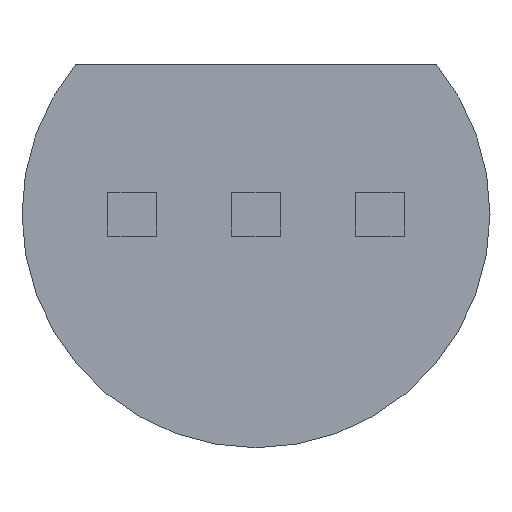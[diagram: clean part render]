
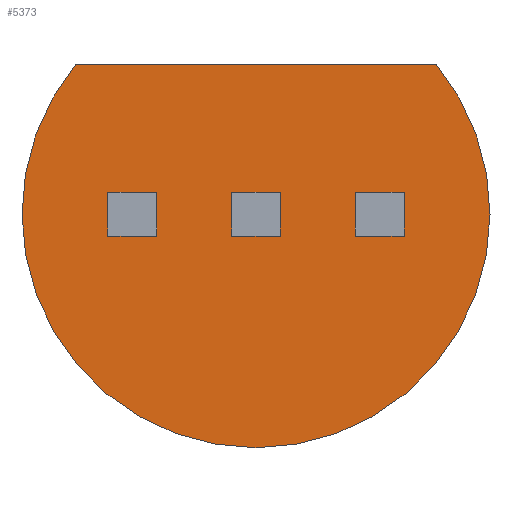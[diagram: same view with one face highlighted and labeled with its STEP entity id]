
A CAD part, front view. The second image highlights one B-rep face of the part: STEP entity #5373.
In plain terms, the highlighted planar face has unit normal (0, -1, 0).
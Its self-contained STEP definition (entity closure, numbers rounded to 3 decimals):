
#6 = EDGE_LOOP ( 'NONE', ( #3266, #1871, #3533, #599 ) ) ;
#73 = EDGE_CURVE ( 'NONE', #329, #5913, #713, .T. ) ;
#321 = VERTEX_POINT ( 'NONE', #4210 ) ;
#329 = VERTEX_POINT ( 'NONE', #3628 ) ;
#394 = ORIENTED_EDGE ( 'NONE', *, *, #5447, .T. ) ;
#426 = DIRECTION ( 'NONE',  ( 0., 0., -1. ) ) ;
#441 = FACE_BOUND ( 'NONE', #720, .T. ) ;
#442 = LINE ( 'NONE', #4304, #5534 ) ;
#447 = VERTEX_POINT ( 'NONE', #5750 ) ;
#557 = ORIENTED_EDGE ( 'NONE', *, *, #5850, .T. ) ;
#599 = ORIENTED_EDGE ( 'NONE', *, *, #1567, .T. ) ;
#713 = LINE ( 'NONE', #5954, #5805 ) ;
#714 = VERTEX_POINT ( 'NONE', #2480 ) ;
#720 = EDGE_LOOP ( 'NONE', ( #2574, #557, #2956, #4528 ) ) ;
#793 = ORIENTED_EDGE ( 'NONE', *, *, #6381, .T. ) ;
#870 = LINE ( 'NONE', #6152, #1856 ) ;
#1038 = VECTOR ( 'NONE', #3984, 1000. ) ;
#1064 = LINE ( 'NONE', #3379, #6143 ) ;
#1100 = DIRECTION ( 'NONE',  ( 0., 0., 1. ) ) ;
#1105 = VERTEX_POINT ( 'NONE', #2450 ) ;
#1171 = EDGE_CURVE ( 'NONE', #5913, #4841, #4502, .T. ) ;
#1425 = EDGE_CURVE ( 'NONE', #4734, #1105, #870, .T. ) ;
#1502 = DIRECTION ( 'NONE',  ( -1., 0., 0. ) ) ;
#1506 = CARTESIAN_POINT ( 'NONE',  ( -0.25, 2.54, -0.23 ) ) ;
#1567 = EDGE_CURVE ( 'NONE', #1105, #321, #2710, .T. ) ;
#1582 = CARTESIAN_POINT ( 'NONE',  ( -0.25, 2.54, 0. ) ) ;
#1630 = VECTOR ( 'NONE', #2172, 1000. ) ;
#1657 = CARTESIAN_POINT ( 'NONE',  ( 0., 2.54, 0. ) ) ;
#1724 = LINE ( 'NONE', #3470, #1038 ) ;
#1741 = FACE_BOUND ( 'NONE', #5751, .T. ) ;
#1770 = ORIENTED_EDGE ( 'NONE', *, *, #2462, .F. ) ;
#1772 = CARTESIAN_POINT ( 'NONE',  ( 1.52, 2.54, 0.22 ) ) ;
#1805 = AXIS2_PLACEMENT_3D ( 'NONE', #2888, #3348, #426 ) ;
#1836 = DIRECTION ( 'NONE',  ( 0., 0., -1. ) ) ;
#1843 = EDGE_CURVE ( 'NONE', #321, #4869, #1924, .T. ) ;
#1856 = VECTOR ( 'NONE', #2730, 1000. ) ;
#1871 = ORIENTED_EDGE ( 'NONE', *, *, #3913, .T. ) ;
#1890 = AXIS2_PLACEMENT_3D ( 'NONE', #6192, #3308, #1836 ) ;
#1924 = LINE ( 'NONE', #4158, #1630 ) ;
#2146 = CARTESIAN_POINT ( 'NONE',  ( -1.02, 2.54, -0.23 ) ) ;
#2172 = DIRECTION ( 'NONE',  ( 1., 0., 0. ) ) ;
#2261 = LINE ( 'NONE', #6048, #2430 ) ;
#2288 = CARTESIAN_POINT ( 'NONE',  ( 1.02, 2.54, -0.23 ) ) ;
#2354 = LINE ( 'NONE', #6355, #5988 ) ;
#2430 = VECTOR ( 'NONE', #5528, 1000. ) ;
#2450 = CARTESIAN_POINT ( 'NONE',  ( 1.02, 2.54, -0.23 ) ) ;
#2462 = EDGE_CURVE ( 'NONE', #3921, #714, #6316, .T. ) ;
#2480 = CARTESIAN_POINT ( 'NONE',  ( -1.849, 2.54, 1.53 ) ) ;
#2574 = ORIENTED_EDGE ( 'NONE', *, *, #4074, .T. ) ;
#2701 = VERTEX_POINT ( 'NONE', #5765 ) ;
#2710 = LINE ( 'NONE', #2288, #3783 ) ;
#2730 = DIRECTION ( 'NONE',  ( -1., 0., 0. ) ) ;
#2745 = VERTEX_POINT ( 'NONE', #4286 ) ;
#2756 = EDGE_CURVE ( 'NONE', #4841, #5331, #4479, .T. ) ;
#2887 = VECTOR ( 'NONE', #1100, 1000. ) ;
#2888 = CARTESIAN_POINT ( 'NONE',  ( 0., 2.54, 0. ) ) ;
#2956 = ORIENTED_EDGE ( 'NONE', *, *, #5474, .T. ) ;
#2964 = LINE ( 'NONE', #4125, #3870 ) ;
#3021 = CARTESIAN_POINT ( 'NONE',  ( 0., 2.54, -2.4 ) ) ;
#3040 = VERTEX_POINT ( 'NONE', #2146 ) ;
#3082 = CARTESIAN_POINT ( 'NONE',  ( 1.52, 2.54, -0.23 ) ) ;
#3145 = DIRECTION ( 'NONE',  ( -1., 0., 0. ) ) ;
#3169 = VECTOR ( 'NONE', #6296, 1000. ) ;
#3185 = VERTEX_POINT ( 'NONE', #3513 ) ;
#3266 = ORIENTED_EDGE ( 'NONE', *, *, #1843, .T. ) ;
#3308 = DIRECTION ( 'NONE',  ( 0., -1., 0. ) ) ;
#3344 = DIRECTION ( 'NONE',  ( 0., 0., 1. ) ) ;
#3348 = DIRECTION ( 'NONE',  ( 0., 1., 0. ) ) ;
#3379 = CARTESIAN_POINT ( 'NONE',  ( -1.02, 2.54, 0.22 ) ) ;
#3461 = AXIS2_PLACEMENT_3D ( 'NONE', #1657, #5623, #5095 ) ;
#3470 = CARTESIAN_POINT ( 'NONE',  ( 1.52, 2.54, 0. ) ) ;
#3513 = CARTESIAN_POINT ( 'NONE',  ( -1.02, 2.54, 0.22 ) ) ;
#3533 = ORIENTED_EDGE ( 'NONE', *, *, #1425, .T. ) ;
#3628 = CARTESIAN_POINT ( 'NONE',  ( 0.25, 2.54, -0.23 ) ) ;
#3783 = VECTOR ( 'NONE', #6234, 1000. ) ;
#3870 = VECTOR ( 'NONE', #3145, 1000. ) ;
#3891 = LINE ( 'NONE', #3901, #3975 ) ;
#3901 = CARTESIAN_POINT ( 'NONE',  ( -1.02, 2.54, 0.22 ) ) ;
#3913 = EDGE_CURVE ( 'NONE', #4869, #4734, #1724, .T. ) ;
#3921 = VERTEX_POINT ( 'NONE', #3021 ) ;
#3975 = VECTOR ( 'NONE', #6266, 1000. ) ;
#3984 = DIRECTION ( 'NONE',  ( 0., 0., -1. ) ) ;
#4059 = ORIENTED_EDGE ( 'NONE', *, *, #73, .T. ) ;
#4072 = ORIENTED_EDGE ( 'NONE', *, *, #2756, .T. ) ;
#4074 = EDGE_CURVE ( 'NONE', #3040, #2701, #2964, .T. ) ;
#4125 = CARTESIAN_POINT ( 'NONE',  ( -1.02, 2.54, -0.23 ) ) ;
#4158 = CARTESIAN_POINT ( 'NONE',  ( 1.02, 2.54, 0.22 ) ) ;
#4162 = CARTESIAN_POINT ( 'NONE',  ( -0.25, 2.54, 0.22 ) ) ;
#4210 = CARTESIAN_POINT ( 'NONE',  ( 1.02, 2.54, 0.22 ) ) ;
#4286 = CARTESIAN_POINT ( 'NONE',  ( -1.52, 2.54, 0.22 ) ) ;
#4304 = CARTESIAN_POINT ( 'NONE',  ( -1.52, 2.54, 0. ) ) ;
#4363 = DIRECTION ( 'NONE',  ( 0., 0., -1. ) ) ;
#4391 = DIRECTION ( 'NONE',  ( -1., 0., 0. ) ) ;
#4479 = LINE ( 'NONE', #5858, #3169 ) ;
#4502 = LINE ( 'NONE', #1582, #2887 ) ;
#4528 = ORIENTED_EDGE ( 'NONE', *, *, #5573, .T. ) ;
#4692 = EDGE_LOOP ( 'NONE', ( #394, #1770, #6335 ) ) ;
#4734 = VERTEX_POINT ( 'NONE', #3082 ) ;
#4841 = VERTEX_POINT ( 'NONE', #4162 ) ;
#4869 = VERTEX_POINT ( 'NONE', #1772 ) ;
#5095 = DIRECTION ( 'NONE',  ( 0., 0., -1. ) ) ;
#5147 = CIRCLE ( 'NONE', #1805, 2.4 ) ;
#5178 = EDGE_CURVE ( 'NONE', #447, #3921, #5147, .T. ) ;
#5226 = CARTESIAN_POINT ( 'NONE',  ( 0.25, 2.54, 0.22 ) ) ;
#5266 = PLANE ( 'NONE',  #1890 ) ;
#5331 = VERTEX_POINT ( 'NONE', #5226 ) ;
#5373 = ADVANCED_FACE ( 'NONE', ( #5376, #1741, #6131, #441 ), #5266, .T. ) ;
#5376 = FACE_BOUND ( 'NONE', #6, .T. ) ;
#5419 = ORIENTED_EDGE ( 'NONE', *, *, #1171, .T. ) ;
#5447 = EDGE_CURVE ( 'NONE', #447, #714, #2354, .T. ) ;
#5474 = EDGE_CURVE ( 'NONE', #2745, #3185, #3891, .T. ) ;
#5528 = DIRECTION ( 'NONE',  ( 0., 0., -1. ) ) ;
#5534 = VECTOR ( 'NONE', #3344, 1000. ) ;
#5573 = EDGE_CURVE ( 'NONE', #3185, #3040, #1064, .T. ) ;
#5623 = DIRECTION ( 'NONE',  ( 0., 1., 0. ) ) ;
#5750 = CARTESIAN_POINT ( 'NONE',  ( 1.849, 2.54, 1.53 ) ) ;
#5751 = EDGE_LOOP ( 'NONE', ( #4059, #5419, #4072, #793 ) ) ;
#5765 = CARTESIAN_POINT ( 'NONE',  ( -1.52, 2.54, -0.23 ) ) ;
#5805 = VECTOR ( 'NONE', #1502, 1000. ) ;
#5850 = EDGE_CURVE ( 'NONE', #2701, #2745, #442, .T. ) ;
#5858 = CARTESIAN_POINT ( 'NONE',  ( 0.25, 2.54, 0.22 ) ) ;
#5913 = VERTEX_POINT ( 'NONE', #1506 ) ;
#5954 = CARTESIAN_POINT ( 'NONE',  ( 0.25, 2.54, -0.23 ) ) ;
#5988 = VECTOR ( 'NONE', #4391, 1000. ) ;
#6048 = CARTESIAN_POINT ( 'NONE',  ( 0.25, 2.54, -0.23 ) ) ;
#6131 = FACE_OUTER_BOUND ( 'NONE', #4692, .T. ) ;
#6143 = VECTOR ( 'NONE', #4363, 1000. ) ;
#6152 = CARTESIAN_POINT ( 'NONE',  ( 1.02, 2.54, -0.23 ) ) ;
#6192 = CARTESIAN_POINT ( 'NONE',  ( 0., 2.54, 0. ) ) ;
#6234 = DIRECTION ( 'NONE',  ( 0., 0., 1. ) ) ;
#6266 = DIRECTION ( 'NONE',  ( 1., 0., 0. ) ) ;
#6296 = DIRECTION ( 'NONE',  ( 1., 0., 0. ) ) ;
#6316 = CIRCLE ( 'NONE', #3461, 2.4 ) ;
#6335 = ORIENTED_EDGE ( 'NONE', *, *, #5178, .F. ) ;
#6355 = CARTESIAN_POINT ( 'NONE',  ( 0., 2.54, 1.53 ) ) ;
#6381 = EDGE_CURVE ( 'NONE', #5331, #329, #2261, .T. ) ;
